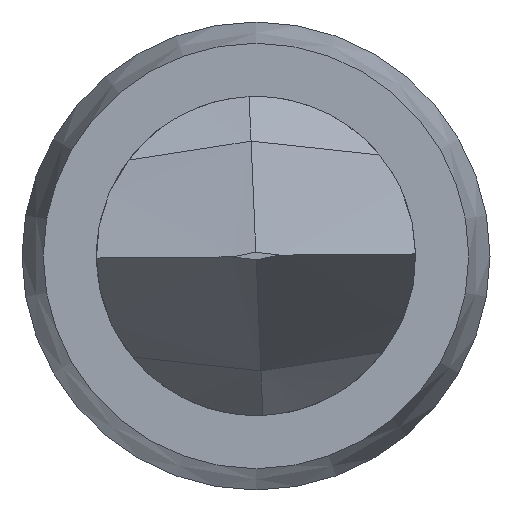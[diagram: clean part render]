
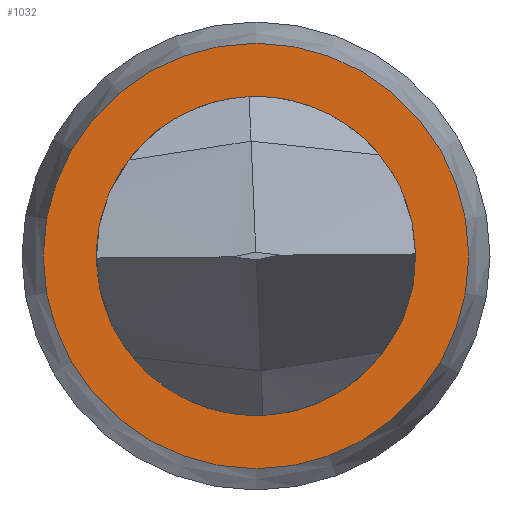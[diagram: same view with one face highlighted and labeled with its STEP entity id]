
A CAD part, left-side view. The second image highlights one B-rep face of the part: STEP entity #1032.
In plain terms, the highlighted planar face has unit normal (-1, 0, 0).
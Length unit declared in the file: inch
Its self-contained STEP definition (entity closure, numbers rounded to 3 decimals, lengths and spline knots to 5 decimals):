
#13 = AXIS2_PLACEMENT_3D ( 'NONE', #1793, #1496, #643 ) ;
#96 = FACE_OUTER_BOUND ( 'NONE', #1789, .T. ) ;
#105 = VERTEX_POINT ( 'NONE', #113 ) ;
#113 = CARTESIAN_POINT ( 'NONE',  ( 0., 0., -0.014 ) ) ;
#164 = CIRCLE ( 'NONE', #708, 0.0105 ) ;
#223 = CARTESIAN_POINT ( 'NONE',  ( 0., 0., 0. ) ) ;
#225 = CIRCLE ( 'NONE', #1328, 0.014 ) ;
#314 = DIRECTION ( 'NONE',  ( -1., 0., 0. ) ) ;
#371 = ORIENTED_EDGE ( 'NONE', *, *, #1170, .F. ) ;
#436 = CARTESIAN_POINT ( 'NONE',  ( 0., 0., 0. ) ) ;
#593 = DIRECTION ( 'NONE',  ( 0., 0., 1. ) ) ;
#643 = DIRECTION ( 'NONE',  ( 0., 0., 1. ) ) ;
#653 = CARTESIAN_POINT ( 'NONE',  ( 0., 0., 0.0105 ) ) ;
#708 = AXIS2_PLACEMENT_3D ( 'NONE', #436, #314, #593 ) ;
#775 = FACE_BOUND ( 'NONE', #956, .T. ) ;
#780 = EDGE_CURVE ( 'NONE', #1227, #1227, #164, .T. ) ;
#956 = EDGE_LOOP ( 'NONE', ( #1231 ) ) ;
#1032 = ADVANCED_FACE ( 'NONE', ( #775, #96 ), #1060, .T. ) ;
#1060 = PLANE ( 'NONE',  #13 ) ;
#1152 = DIRECTION ( 'NONE',  ( 1., 0., 0. ) ) ;
#1170 = EDGE_CURVE ( 'NONE', #105, #105, #225, .T. ) ;
#1227 = VERTEX_POINT ( 'NONE', #653 ) ;
#1231 = ORIENTED_EDGE ( 'NONE', *, *, #780, .F. ) ;
#1328 = AXIS2_PLACEMENT_3D ( 'NONE', #223, #1152, #1712 ) ;
#1496 = DIRECTION ( 'NONE',  ( -1., 0., 0. ) ) ;
#1712 = DIRECTION ( 'NONE',  ( 0., 0., -1. ) ) ;
#1789 = EDGE_LOOP ( 'NONE', ( #371 ) ) ;
#1793 = CARTESIAN_POINT ( 'NONE',  ( 0., 0.014, 0. ) ) ;
